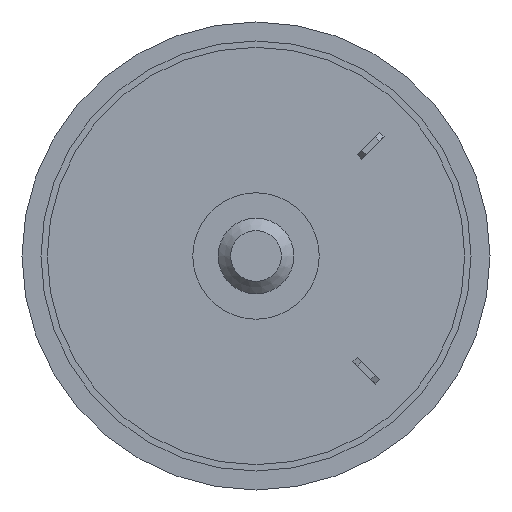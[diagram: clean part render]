
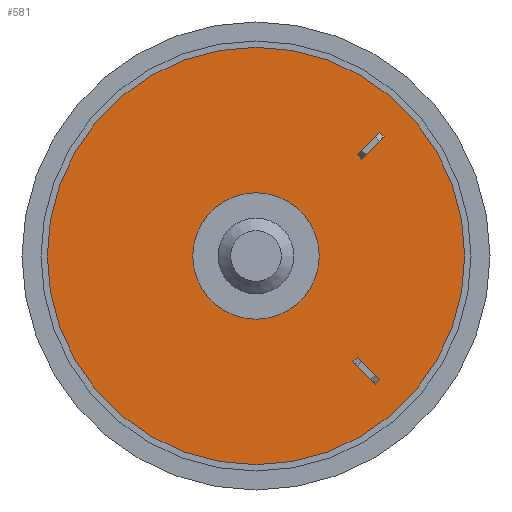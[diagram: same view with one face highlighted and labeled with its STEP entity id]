
A CAD part, front view. The second image highlights one B-rep face of the part: STEP entity #581.
In plain terms, the highlighted planar face has unit normal (0, -1, 0).
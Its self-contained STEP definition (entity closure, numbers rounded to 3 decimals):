
#31=LINE('',#888,#72);
#32=LINE('',#890,#73);
#33=LINE('',#892,#74);
#34=LINE('',#893,#75);
#35=LINE('',#896,#76);
#36=LINE('',#898,#77);
#37=LINE('',#900,#78);
#38=LINE('',#901,#79);
#72=VECTOR('',#723,2.5);
#73=VECTOR('',#724,0.5);
#74=VECTOR('',#725,2.5);
#75=VECTOR('',#726,0.5);
#76=VECTOR('',#727,2.5);
#77=VECTOR('',#728,0.5);
#78=VECTOR('',#729,2.5);
#79=VECTOR('',#730,0.5);
#129=FACE_BOUND('',#198,.T.);
#130=FACE_BOUND('',#199,.T.);
#131=FACE_BOUND('',#200,.T.);
#152=FACE_OUTER_BOUND('',#197,.T.);
#197=EDGE_LOOP('',(#394));
#198=EDGE_LOOP('',(#395,#396,#397,#398));
#199=EDGE_LOOP('',(#399,#400,#401,#402));
#200=EDGE_LOOP('',(#403));
#253=CIRCLE('',#634,16.5);
#254=CIRCLE('',#635,5.);
#276=VERTEX_POINT('',#884);
#277=VERTEX_POINT('',#886);
#278=VERTEX_POINT('',#887);
#279=VERTEX_POINT('',#889);
#280=VERTEX_POINT('',#891);
#281=VERTEX_POINT('',#894);
#282=VERTEX_POINT('',#895);
#283=VERTEX_POINT('',#897);
#284=VERTEX_POINT('',#899);
#285=VERTEX_POINT('',#902);
#325=EDGE_CURVE('',#276,#276,#253,.T.);
#326=EDGE_CURVE('',#277,#278,#31,.T.);
#327=EDGE_CURVE('',#279,#277,#32,.T.);
#328=EDGE_CURVE('',#280,#279,#33,.T.);
#329=EDGE_CURVE('',#278,#280,#34,.T.);
#330=EDGE_CURVE('',#281,#282,#35,.T.);
#331=EDGE_CURVE('',#283,#281,#36,.T.);
#332=EDGE_CURVE('',#284,#283,#37,.T.);
#333=EDGE_CURVE('',#282,#284,#38,.T.);
#334=EDGE_CURVE('',#285,#285,#254,.T.);
#394=ORIENTED_EDGE('',*,*,#325,.T.);
#395=ORIENTED_EDGE('',*,*,#326,.F.);
#396=ORIENTED_EDGE('',*,*,#327,.F.);
#397=ORIENTED_EDGE('',*,*,#328,.F.);
#398=ORIENTED_EDGE('',*,*,#329,.F.);
#399=ORIENTED_EDGE('',*,*,#330,.F.);
#400=ORIENTED_EDGE('',*,*,#331,.F.);
#401=ORIENTED_EDGE('',*,*,#332,.F.);
#402=ORIENTED_EDGE('',*,*,#333,.F.);
#403=ORIENTED_EDGE('',*,*,#334,.T.);
#514=PLANE('',#633);
#581=ADVANCED_FACE('',(#152,#129,#130,#131),#514,.T.);
#633=AXIS2_PLACEMENT_3D('',#883,#719,#720);
#634=AXIS2_PLACEMENT_3D('',#885,#721,#722);
#635=AXIS2_PLACEMENT_3D('',#903,#731,#732);
#719=DIRECTION('center_axis',(0.,-1.,0.));
#720=DIRECTION('ref_axis',(0.,0.,-1.));
#721=DIRECTION('center_axis',(0.,-1.,0.));
#722=DIRECTION('ref_axis',(1.,0.,0.));
#723=DIRECTION('',(-0.707,0.,0.707));
#724=DIRECTION('',(0.707,0.,0.707));
#725=DIRECTION('',(0.707,0.,-0.707));
#726=DIRECTION('',(-0.707,0.,-0.707));
#727=DIRECTION('',(-0.707,0.,-0.707));
#728=DIRECTION('',(-0.707,0.,0.707));
#729=DIRECTION('',(0.707,0.,0.707));
#730=DIRECTION('',(0.707,0.,-0.707));
#731=DIRECTION('center_axis',(0.,1.,0.));
#732=DIRECTION('ref_axis',(1.,0.,0.));
#883=CARTESIAN_POINT('Origin',(0.,-41.,0.));
#884=CARTESIAN_POINT('',(-16.5,-41.,0.));
#885=CARTESIAN_POINT('Origin',(0.,-41.,0.));
#886=CARTESIAN_POINT('',(9.772,-41.,-9.772));
#887=CARTESIAN_POINT('',(8.004,-41.,-8.004));
#888=CARTESIAN_POINT('',(9.772,-41.,-9.772));
#889=CARTESIAN_POINT('',(9.419,-41.,-10.126));
#890=CARTESIAN_POINT('',(9.419,-41.,-10.126));
#891=CARTESIAN_POINT('',(7.651,-41.,-8.358));
#892=CARTESIAN_POINT('',(7.651,-41.,-8.358));
#893=CARTESIAN_POINT('',(8.004,-41.,-8.004));
#894=CARTESIAN_POINT('',(9.772,-41.,9.772));
#895=CARTESIAN_POINT('',(8.004,-41.,8.004));
#896=CARTESIAN_POINT('',(9.772,-41.,9.772));
#897=CARTESIAN_POINT('',(10.126,-41.,9.419));
#898=CARTESIAN_POINT('',(10.126,-41.,9.419));
#899=CARTESIAN_POINT('',(8.358,-41.,7.651));
#900=CARTESIAN_POINT('',(8.358,-41.,7.651));
#901=CARTESIAN_POINT('',(8.004,-41.,8.004));
#902=CARTESIAN_POINT('',(-5.,-41.,0.));
#903=CARTESIAN_POINT('Origin',(0.,-41.,0.));
